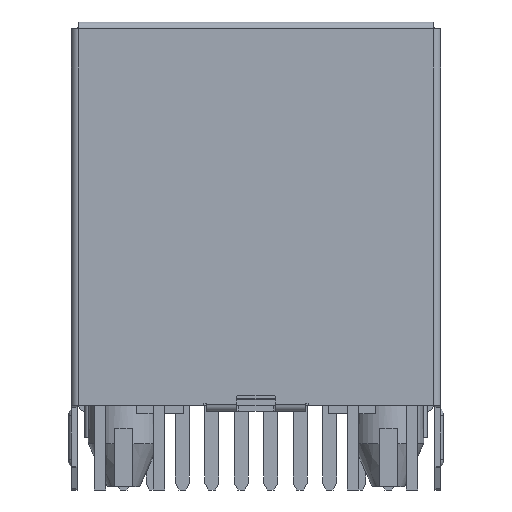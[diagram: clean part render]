
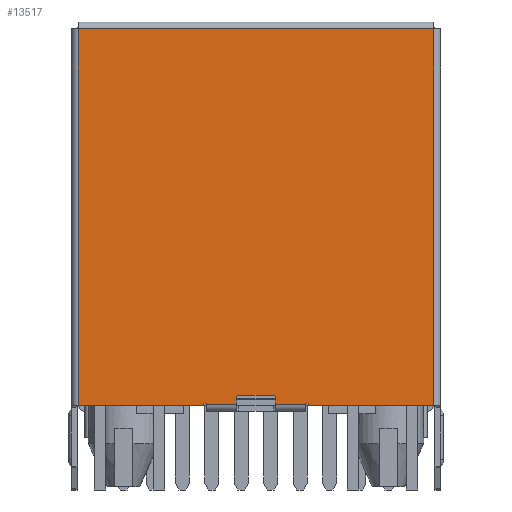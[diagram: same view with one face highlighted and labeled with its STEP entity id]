
A CAD part, front view. The second image highlights one B-rep face of the part: STEP entity #13517.
In plain terms, the highlighted face is planar.
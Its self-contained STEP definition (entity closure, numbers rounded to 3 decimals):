
#647=PLANE('',#19537);
#1833=LINE('',#27337,#3284);
#1837=LINE('',#27355,#3288);
#1858=LINE('',#27411,#3309);
#1976=LINE('',#27756,#3427);
#1978=LINE('',#27762,#3429);
#1979=LINE('',#27766,#3430);
#1980=LINE('',#27770,#3431);
#1981=LINE('',#27771,#3432);
#1982=LINE('',#27773,#3433);
#1983=LINE('',#27775,#3434);
#1984=LINE('',#27777,#3435);
#1985=LINE('',#27778,#3436);
#1986=LINE('',#27779,#3437);
#1987=LINE('',#27781,#3438);
#1988=LINE('',#27783,#3439);
#1989=LINE('',#27785,#3440);
#3284=VECTOR('',#22368,1000.);
#3288=VECTOR('',#22386,1000.);
#3309=VECTOR('',#22441,1000.);
#3427=VECTOR('',#22783,1000.);
#3429=VECTOR('',#22791,1000.);
#3430=VECTOR('',#22794,1000.);
#3431=VECTOR('',#22797,1000.);
#3432=VECTOR('',#22798,1000.);
#3433=VECTOR('',#22799,1000.);
#3434=VECTOR('',#22800,1000.);
#3435=VECTOR('',#22801,1000.);
#3436=VECTOR('',#22802,1000.);
#3437=VECTOR('',#22803,1000.);
#3438=VECTOR('',#22804,1000.);
#3439=VECTOR('',#22805,1000.);
#3440=VECTOR('',#22806,1000.);
#6808=ORIENTED_EDGE('',*,*,#9042,.T.);
#6809=ORIENTED_EDGE('',*,*,#9216,.T.);
#6810=ORIENTED_EDGE('',*,*,#9217,.F.);
#6811=ORIENTED_EDGE('',*,*,#9218,.T.);
#6812=ORIENTED_EDGE('',*,*,#9219,.F.);
#6813=ORIENTED_EDGE('',*,*,#9220,.T.);
#6814=ORIENTED_EDGE('',*,*,#9012,.T.);
#6815=ORIENTED_EDGE('',*,*,#9221,.T.);
#6816=ORIENTED_EDGE('',*,*,#9222,.T.);
#6817=ORIENTED_EDGE('',*,*,#9223,.T.);
#6818=ORIENTED_EDGE('',*,*,#9224,.T.);
#6819=ORIENTED_EDGE('',*,*,#9004,.F.);
#6820=ORIENTED_EDGE('',*,*,#9225,.F.);
#6821=ORIENTED_EDGE('',*,*,#9213,.T.);
#6822=ORIENTED_EDGE('',*,*,#9226,.T.);
#6823=ORIENTED_EDGE('',*,*,#9227,.F.);
#6824=ORIENTED_EDGE('',*,*,#9228,.F.);
#6825=ORIENTED_EDGE('',*,*,#9229,.F.);
#9004=EDGE_CURVE('',#10444,#10445,#1833,.T.);
#9012=EDGE_CURVE('',#10452,#10450,#1837,.T.);
#9042=EDGE_CURVE('',#10468,#10469,#1858,.T.);
#9213=EDGE_CURVE('',#10585,#10584,#1976,.T.);
#9216=EDGE_CURVE('',#10469,#10586,#1978,.T.);
#9217=EDGE_CURVE('',#10587,#10586,#11038,.T.);
#9218=EDGE_CURVE('',#10587,#10588,#1979,.T.);
#9219=EDGE_CURVE('',#10589,#10588,#11039,.T.);
#9220=EDGE_CURVE('',#10589,#10452,#1980,.T.);
#9221=EDGE_CURVE('',#10450,#10590,#1981,.T.);
#9222=EDGE_CURVE('',#10590,#10591,#1982,.T.);
#9223=EDGE_CURVE('',#10591,#10592,#1983,.T.);
#9224=EDGE_CURVE('',#10592,#10445,#1984,.T.);
#9225=EDGE_CURVE('',#10585,#10444,#1985,.T.);
#9226=EDGE_CURVE('',#10584,#10593,#1986,.T.);
#9227=EDGE_CURVE('',#10594,#10593,#1987,.T.);
#9228=EDGE_CURVE('',#10595,#10594,#1988,.T.);
#9229=EDGE_CURVE('',#10468,#10595,#1989,.T.);
#10444=VERTEX_POINT('',#27336);
#10445=VERTEX_POINT('',#27338);
#10450=VERTEX_POINT('',#27353);
#10452=VERTEX_POINT('',#27356);
#10468=VERTEX_POINT('',#27408);
#10469=VERTEX_POINT('',#27410);
#10584=VERTEX_POINT('',#27755);
#10585=VERTEX_POINT('',#27757);
#10586=VERTEX_POINT('',#27763);
#10587=VERTEX_POINT('',#27765);
#10588=VERTEX_POINT('',#27767);
#10589=VERTEX_POINT('',#27769);
#10590=VERTEX_POINT('',#27772);
#10591=VERTEX_POINT('',#27774);
#10592=VERTEX_POINT('',#27776);
#10593=VERTEX_POINT('',#27780);
#10594=VERTEX_POINT('',#27782);
#10595=VERTEX_POINT('',#27784);
#11038=CIRCLE('',#19538,0.1);
#11039=CIRCLE('',#19539,0.1);
#11765=EDGE_LOOP('',(#6808,#6809,#6810,#6811,#6812,#6813,#6814,#6815,#6816,
#6817,#6818,#6819,#6820,#6821,#6822,#6823,#6824,#6825));
#12578=FACE_BOUND('',#11765,.T.);
#13517=ADVANCED_FACE('',(#12578),#647,.T.);
#19537=AXIS2_PLACEMENT_3D('',#27761,#22789,#22790);
#19538=AXIS2_PLACEMENT_3D('',#27764,#22792,#22793);
#19539=AXIS2_PLACEMENT_3D('',#27768,#22795,#22796);
#22368=DIRECTION('',(0.,1.,0.));
#22386=DIRECTION('',(1.,0.,0.));
#22441=DIRECTION('',(1.,0.,0.));
#22783=DIRECTION('',(0.,1.,0.));
#22789=DIRECTION('',(0.,0.,-1.));
#22790=DIRECTION('',(-1.,0.,0.));
#22791=DIRECTION('',(0.,-1.,0.));
#22792=DIRECTION('',(0.,0.,-1.));
#22793=DIRECTION('',(-1.,0.,0.));
#22794=DIRECTION('',(1.,0.,0.));
#22795=DIRECTION('',(0.,0.,-1.));
#22796=DIRECTION('',(-1.,0.,0.));
#22797=DIRECTION('',(0.,1.,0.));
#22798=DIRECTION('',(0.,-1.,0.));
#22799=DIRECTION('',(1.,0.,0.));
#22800=DIRECTION('',(0.,1.,0.));
#22801=DIRECTION('',(1.,0.,0.));
#22802=DIRECTION('',(1.,0.,0.));
#22803=DIRECTION('',(1.,0.,0.));
#22804=DIRECTION('',(0.,1.,0.));
#22805=DIRECTION('',(-1.,0.,0.));
#22806=DIRECTION('',(0.,-1.,0.));
#27336=CARTESIAN_POINT('',(7.675,-7.975,-10.92));
#27337=CARTESIAN_POINT('',(7.675,-8.275,-10.92));
#27338=CARTESIAN_POINT('',(7.675,8.275,-10.92));
#27353=CARTESIAN_POINT('',(2.15,8.225,-10.92));
#27355=CARTESIAN_POINT('',(-2.15,8.225,-10.92));
#27356=CARTESIAN_POINT('',(0.85,8.225,-10.92));
#27408=CARTESIAN_POINT('',(-2.15,8.225,-10.92));
#27410=CARTESIAN_POINT('',(-0.85,8.225,-10.92));
#27411=CARTESIAN_POINT('',(-2.15,8.225,-10.92));
#27755=CARTESIAN_POINT('',(-7.675,8.275,-10.92));
#27756=CARTESIAN_POINT('',(-7.675,-8.275,-10.92));
#27757=CARTESIAN_POINT('',(-7.675,-7.975,-10.92));
#27761=CARTESIAN_POINT('',(-7.675,-8.275,-10.92));
#27762=CARTESIAN_POINT('',(-0.85,-8.275,-10.92));
#27763=CARTESIAN_POINT('',(-0.85,7.933,-10.92));
#27764=CARTESIAN_POINT('',(-0.75,7.933,-10.92));
#27765=CARTESIAN_POINT('',(-0.75,7.833,-10.92));
#27766=CARTESIAN_POINT('',(-7.675,7.833,-10.92));
#27767=CARTESIAN_POINT('',(0.75,7.833,-10.92));
#27768=CARTESIAN_POINT('',(0.75,7.933,-10.92));
#27769=CARTESIAN_POINT('',(0.85,7.933,-10.92));
#27770=CARTESIAN_POINT('',(0.85,-8.275,-10.92));
#27771=CARTESIAN_POINT('',(2.15,8.275,-10.92));
#27772=CARTESIAN_POINT('',(2.15,8.175,-10.92));
#27773=CARTESIAN_POINT('',(2.25,8.175,-10.92));
#27774=CARTESIAN_POINT('',(2.25,8.175,-10.92));
#27775=CARTESIAN_POINT('',(2.25,8.275,-10.92));
#27776=CARTESIAN_POINT('',(2.25,8.275,-10.92));
#27777=CARTESIAN_POINT('',(-7.675,8.275,-10.92));
#27778=CARTESIAN_POINT('',(-7.675,-7.975,-10.92));
#27779=CARTESIAN_POINT('',(-7.675,8.275,-10.92));
#27780=CARTESIAN_POINT('',(-2.25,8.275,-10.92));
#27781=CARTESIAN_POINT('',(-2.25,8.275,-10.92));
#27782=CARTESIAN_POINT('',(-2.25,8.175,-10.92));
#27783=CARTESIAN_POINT('',(-2.25,8.175,-10.92));
#27784=CARTESIAN_POINT('',(-2.15,8.175,-10.92));
#27785=CARTESIAN_POINT('',(-2.15,8.275,-10.92));
